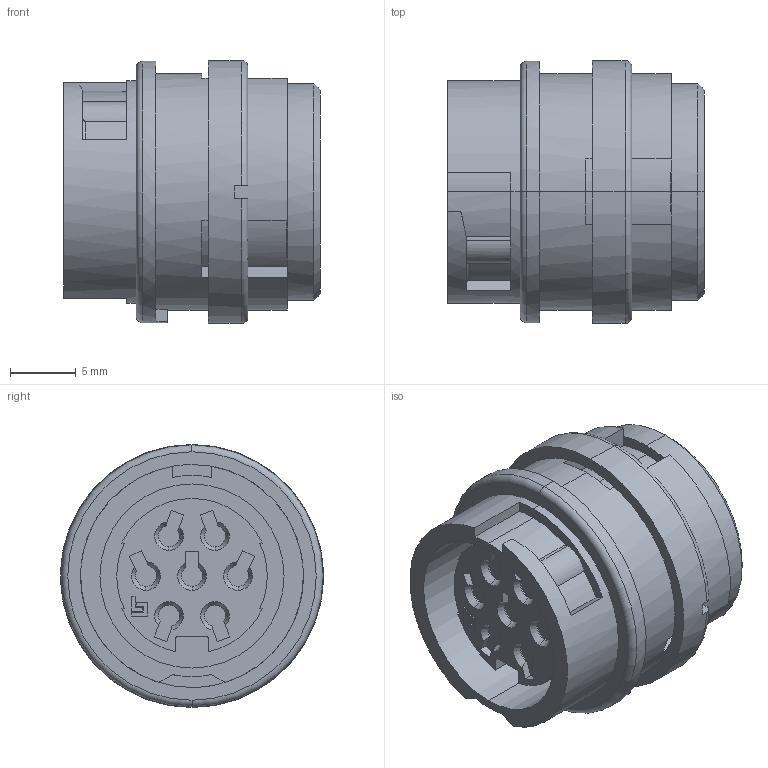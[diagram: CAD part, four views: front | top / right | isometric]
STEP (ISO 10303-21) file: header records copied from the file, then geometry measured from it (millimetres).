
FILE_DESCRIPTION(('STEP AP242'),'1');
FILE_NAME('99_0624_00_07.stp','2024-03-16T20:21:22',('TraceParts'),('TraceParts S.A.'),'Spatial InterOp 3D',' ',' ');
FILE_SCHEMA(('AP242_MANAGED_MODEL_BASED_3D_ENGINEERING_MIM_LF {1 0 10303 442 1 1 4}'));
Length unit declared in the file: millimetre
Products named in the file (1): 99_0624_00_07
Bounding box: 19.5 x 20 x 20 mm (x, y, z)
Volume: 4054.2 mm3; surface area: 2802.4 mm2
Topology: 1 solids, 1 shells, 195 faces, 531 edges, 345 vertices
Faces by surface type: plane 101, cylinder 59, cone 28, torus 7
Entity records: 6357 total; most frequent: CARTESIAN_POINT 1294, DIRECTION 1075, ORIENTED_EDGE 1062, EDGE_CURVE 531, AXIS2_PLACEMENT_3D 391, VERTEX_POINT 345, LINE 293, VECTOR 293
